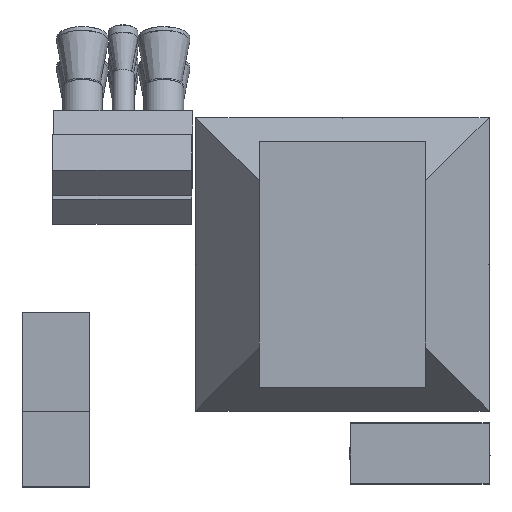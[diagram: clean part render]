
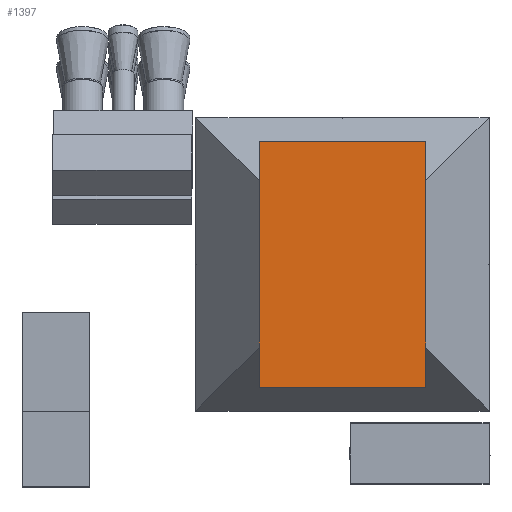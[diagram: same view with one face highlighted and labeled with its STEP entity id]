
A CAD part, top view. The second image highlights one B-rep face of the part: STEP entity #1397.
In plain terms, the highlighted planar face has unit normal (0, 0, 1).
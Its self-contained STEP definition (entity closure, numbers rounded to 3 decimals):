
#275=LINE('',#5469,#527);
#278=LINE('',#5475,#530);
#280=LINE('',#5479,#532);
#282=LINE('',#5483,#534);
#527=VECTOR('',#4494,1.);
#530=VECTOR('',#4499,1.);
#532=VECTOR('',#4503,1.);
#534=VECTOR('',#4507,1.);
#702=FACE_OUTER_BOUND('',#1928,.T.);
#1203=PLANE('',#3805);
#1397=ADVANCED_FACE('',(#702),#1203,.T.);
#1928=EDGE_LOOP('',(#2564,#2565,#2566,#2567));
#2564=ORIENTED_EDGE('',*,*,#3368,.T.);
#2565=ORIENTED_EDGE('',*,*,#3371,.T.);
#2566=ORIENTED_EDGE('',*,*,#3373,.T.);
#2567=ORIENTED_EDGE('',*,*,#3375,.T.);
#3024=VERTEX_POINT('',#5470);
#3025=VERTEX_POINT('',#5471);
#3026=VERTEX_POINT('',#5476);
#3027=VERTEX_POINT('',#5480);
#3368=EDGE_CURVE('',#3024,#3025,#275,.T.);
#3371=EDGE_CURVE('',#3025,#3026,#278,.T.);
#3373=EDGE_CURVE('',#3026,#3027,#280,.T.);
#3375=EDGE_CURVE('',#3027,#3024,#282,.T.);
#3805=AXIS2_PLACEMENT_3D('',#5485,#4510,#4511);
#4494=DIRECTION('',(0.,-1.,0.));
#4499=DIRECTION('',(1.,0.,0.));
#4503=DIRECTION('',(0.,1.,0.));
#4507=DIRECTION('',(-1.,0.,0.));
#4510=DIRECTION('',(0.,0.,1.));
#4511=DIRECTION('',(1.,0.,0.));
#5469=CARTESIAN_POINT('',(9360.565,287.667,-1274.252));
#5470=CARTESIAN_POINT('',(9360.565,287.667,-1274.252));
#5471=CARTESIAN_POINT('',(9360.565,-332.333,-1274.252));
#5475=CARTESIAN_POINT('',(9360.565,-332.333,-1274.252));
#5476=CARTESIAN_POINT('',(9780.565,-332.333,-1274.252));
#5479=CARTESIAN_POINT('',(9780.565,-332.333,-1274.252));
#5480=CARTESIAN_POINT('',(9780.565,287.667,-1274.252));
#5483=CARTESIAN_POINT('',(9780.565,287.667,-1274.252));
#5485=CARTESIAN_POINT('',(9360.565,-332.333,-1274.252));
